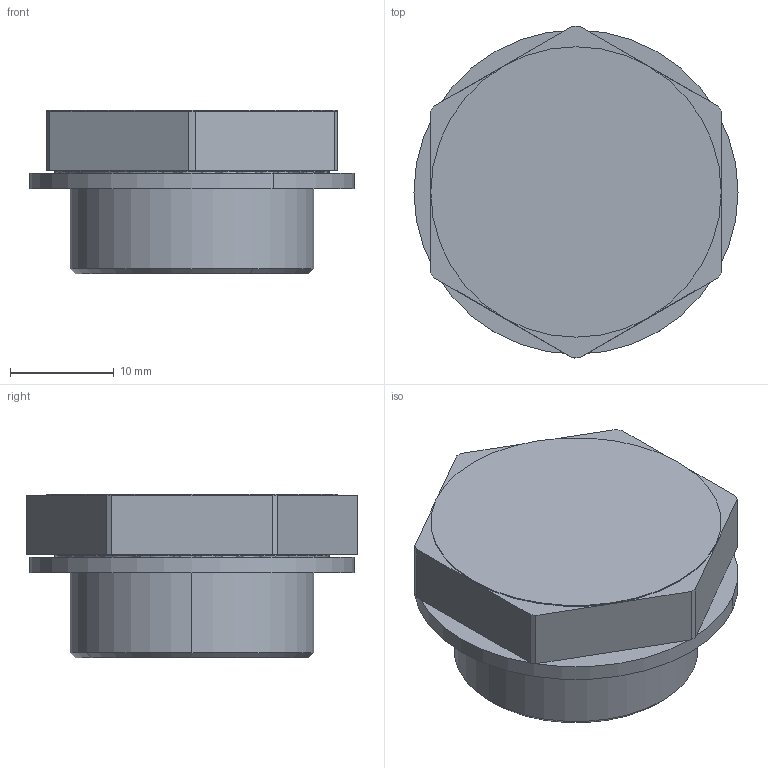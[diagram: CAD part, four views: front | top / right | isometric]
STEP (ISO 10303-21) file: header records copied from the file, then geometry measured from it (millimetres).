
FILE_DESCRIPTION(('CATIA V5R24 STEP','CAx-IF Rec.Pracs.--- Model Styling and Organization---1.2---2011-12-15'),'2;1');
FILE_NAME ('D1461674_0', '2018-03-05T09:41:37+00:00', ('Weidmueller Interface'), ('Weidmueller'), 'CATIA Version 5-6 Release 2014 SP4 HF52', 'CATIA V5 STEP AP214', 'none');
FILE_SCHEMA(('AUTOMOTIVE_DESIGN { 1 0 10303 214 1 1 1 1 }'));
Length unit declared in the file: millimetre
Products named in the file (1): 2066740000_VP_M25_EX_SI_7J
Bounding box: 31.25 x 32 x 15.8 mm (x, y, z)
Volume: 5145.5 mm3; surface area: 4237.8 mm2
Topology: 1 solids, 1 shells, 46 faces, 116 edges, 76 vertices
Faces by surface type: plane 20, cylinder 20, bspline 4, cone 2
Entity records: 1695 total; most frequent: CARTESIAN_POINT 590, ORIENTED_EDGE 232, DIRECTION 173, EDGE_CURVE 116, AXIS2_PLACEMENT_3D 89, VERTEX_POINT 76, EDGE_LOOP 52, CIRCLE 49
